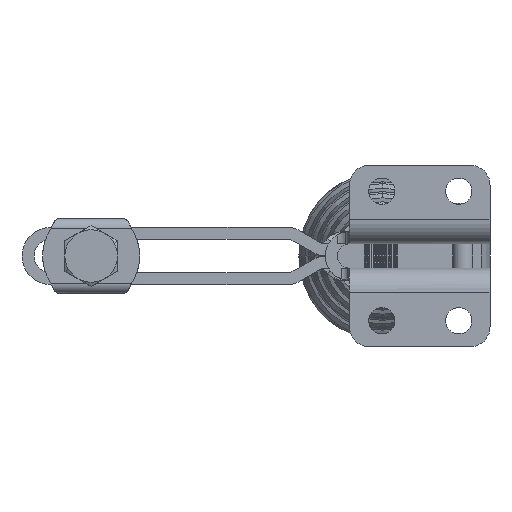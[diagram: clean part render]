
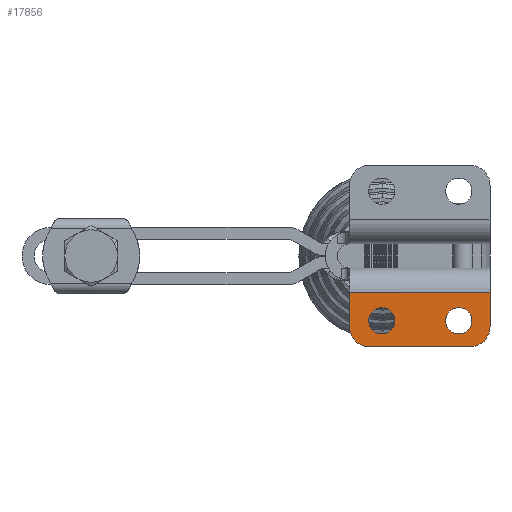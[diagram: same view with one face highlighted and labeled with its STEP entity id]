
A CAD part, front view. The second image highlights one B-rep face of the part: STEP entity #17856.
In plain terms, the highlighted planar face has unit normal (0, -1, 0).
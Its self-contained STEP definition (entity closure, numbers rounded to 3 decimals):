
#6084=CARTESIAN_POINT('',(29.385,-40.293,-27.458));
#6085=VERTEX_POINT('',#6084);
#6101=CARTESIAN_POINT('',(30.85,-40.293,-23.922));
#6102=VERTEX_POINT('',#6101);
#6109=CARTESIAN_POINT('',(25.85,-40.293,-23.922));
#6110=DIRECTION('',(0.0,1.,0.0));
#6111=DIRECTION('',(0.707,0.0,-0.707));
#6112=AXIS2_PLACEMENT_3D('',#6109,#6110,#6111);
#6113=CIRCLE('',#6112,5.);
#6114=EDGE_CURVE('',#6102,#6085,#6113,.T.);
#6126=CARTESIAN_POINT('',(-2.436,-40.293,-27.458));
#6127=VERTEX_POINT('',#6126);
#6143=CARTESIAN_POINT('',(1.1,-40.293,-28.922));
#6144=VERTEX_POINT('',#6143);
#6151=CARTESIAN_POINT('',(1.1,-40.293,-23.922));
#6152=DIRECTION('',(0.0,1.,0.0));
#6153=DIRECTION('',(-0.707,0.0,-0.707));
#6154=AXIS2_PLACEMENT_3D('',#6151,#6152,#6153);
#6155=CIRCLE('',#6154,5.);
#6156=EDGE_CURVE('',#6144,#6127,#6155,.T.);
#6271=CARTESIAN_POINT('',(7.35,-40.293,-22.422));
#6272=VERTEX_POINT('',#6271);
#6281=CARTESIAN_POINT('',(0.85,-40.293,-22.422));
#6282=VERTEX_POINT('',#6281);
#6283=CARTESIAN_POINT('',(4.1,-40.293,-22.422));
#6284=DIRECTION('',(0.0,1.0,0.0));
#6285=DIRECTION('',(1.0,0.0,0.0));
#6286=AXIS2_PLACEMENT_3D('',#6283,#6284,#6285);
#6287=CIRCLE('',#6286,3.25);
#6288=EDGE_CURVE('',#6282,#6272,#6287,.T.);
#6460=CARTESIAN_POINT('',(26.35,-40.293,-22.422));
#6461=VERTEX_POINT('',#6460);
#6470=CARTESIAN_POINT('',(19.85,-40.293,-22.422));
#6471=VERTEX_POINT('',#6470);
#6472=CARTESIAN_POINT('',(23.1,-40.293,-22.422));
#6473=DIRECTION('',(0.0,1.0,0.0));
#6474=DIRECTION('',(1.0,0.0,0.0));
#6475=AXIS2_PLACEMENT_3D('',#6472,#6473,#6474);
#6476=CIRCLE('',#6475,3.25);
#6477=EDGE_CURVE('',#6471,#6461,#6476,.T.);
#17781=CARTESIAN_POINT('',(13.475,-40.293,-20.672));
#17782=DIRECTION('',(0.0,1.0,0.0));
#17783=DIRECTION('',(0.0,0.0,1.0));
#17784=AXIS2_PLACEMENT_3D('',#17781,#17782,#17783);
#17785=PLANE('',#17784);
#17786=ORIENTED_EDGE('',*,*,#6114,.F.);
#17787=CARTESIAN_POINT('',(30.85,-40.293,-15.422));
#17788=VERTEX_POINT('',#17787);
#17789=CARTESIAN_POINT('',(30.85,-40.293,-15.422));
#17790=DIRECTION('',(0.0,0.0,-1.0));
#17791=VECTOR('',#17790,8.5);
#17792=LINE('',#17789,#17791);
#17793=EDGE_CURVE('',#17788,#6102,#17792,.T.);
#17794=ORIENTED_EDGE('',*,*,#17793,.F.);
#17795=CARTESIAN_POINT('',(-3.9,-40.293,-15.422));
#17796=VERTEX_POINT('',#17795);
#17797=CARTESIAN_POINT('',(30.85,-40.293,-15.422));
#17798=DIRECTION('',(-1.0,0.0,0.0));
#17799=VECTOR('',#17798,34.75);
#17800=LINE('',#17797,#17799);
#17801=EDGE_CURVE('',#17788,#17796,#17800,.T.);
#17802=ORIENTED_EDGE('',*,*,#17801,.T.);
#17803=CARTESIAN_POINT('',(-3.9,-40.293,-23.922));
#17804=VERTEX_POINT('',#17803);
#17805=CARTESIAN_POINT('',(-3.9,-40.293,-23.922));
#17806=DIRECTION('',(0.0,0.0,1.0));
#17807=VECTOR('',#17806,8.5);
#17808=LINE('',#17805,#17807);
#17809=EDGE_CURVE('',#17804,#17796,#17808,.T.);
#17810=ORIENTED_EDGE('',*,*,#17809,.F.);
#17811=CARTESIAN_POINT('',(1.1,-40.293,-23.922));
#17812=DIRECTION('',(0.0,1.,0.0));
#17813=DIRECTION('',(-0.707,0.0,-0.707));
#17814=AXIS2_PLACEMENT_3D('',#17811,#17812,#17813);
#17815=CIRCLE('',#17814,5.);
#17816=EDGE_CURVE('',#6127,#17804,#17815,.T.);
#17817=ORIENTED_EDGE('',*,*,#17816,.F.);
#17818=ORIENTED_EDGE('',*,*,#6156,.F.);
#17819=CARTESIAN_POINT('',(25.85,-40.293,-28.922));
#17820=VERTEX_POINT('',#17819);
#17821=CARTESIAN_POINT('',(25.85,-40.293,-28.922));
#17822=DIRECTION('',(-1.0,0.0,0.0));
#17823=VECTOR('',#17822,24.75);
#17824=LINE('',#17821,#17823);
#17825=EDGE_CURVE('',#17820,#6144,#17824,.T.);
#17826=ORIENTED_EDGE('',*,*,#17825,.F.);
#17827=CARTESIAN_POINT('',(25.85,-40.293,-23.922));
#17828=DIRECTION('',(0.0,1.,0.0));
#17829=DIRECTION('',(0.707,0.0,-0.707));
#17830=AXIS2_PLACEMENT_3D('',#17827,#17828,#17829);
#17831=CIRCLE('',#17830,5.);
#17832=EDGE_CURVE('',#6085,#17820,#17831,.T.);
#17833=ORIENTED_EDGE('',*,*,#17832,.F.);
#17834=EDGE_LOOP('',(#17786,#17794,#17802,#17810,#17817,#17818,#17826,#17833));
#17835=FACE_OUTER_BOUND('',#17834,.T.);
#17836=ORIENTED_EDGE('',*,*,#6288,.T.);
#17837=CARTESIAN_POINT('',(4.1,-40.293,-22.422));
#17838=DIRECTION('',(0.0,1.0,0.0));
#17839=DIRECTION('',(1.0,0.0,0.0));
#17840=AXIS2_PLACEMENT_3D('',#17837,#17838,#17839);
#17841=CIRCLE('',#17840,3.25);
#17842=EDGE_CURVE('',#6272,#6282,#17841,.T.);
#17843=ORIENTED_EDGE('',*,*,#17842,.T.);
#17844=EDGE_LOOP('',(#17836,#17843));
#17845=FACE_BOUND('',#17844,.T.);
#17846=ORIENTED_EDGE('',*,*,#6477,.T.);
#17847=CARTESIAN_POINT('',(23.1,-40.293,-22.422));
#17848=DIRECTION('',(0.0,1.0,0.0));
#17849=DIRECTION('',(1.0,0.0,0.0));
#17850=AXIS2_PLACEMENT_3D('',#17847,#17848,#17849);
#17851=CIRCLE('',#17850,3.25);
#17852=EDGE_CURVE('',#6461,#6471,#17851,.T.);
#17853=ORIENTED_EDGE('',*,*,#17852,.T.);
#17854=EDGE_LOOP('',(#17846,#17853));
#17855=FACE_BOUND('',#17854,.T.);
#17856=ADVANCED_FACE('',(#17835,#17845,#17855),#17785,.F.);
